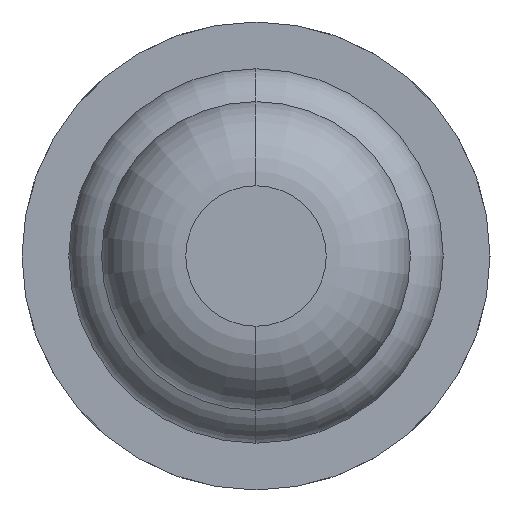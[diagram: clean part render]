
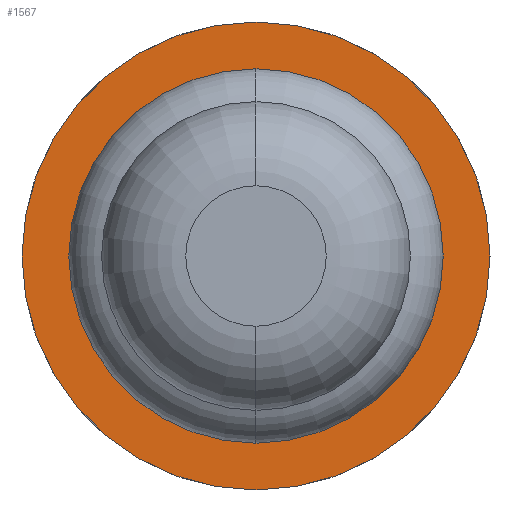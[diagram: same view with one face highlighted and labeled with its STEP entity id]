
A CAD part, front view. The second image highlights one B-rep face of the part: STEP entity #1567.
In plain terms, the highlighted planar face has unit normal (0, -1, 0).
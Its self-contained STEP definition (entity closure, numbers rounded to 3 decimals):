
#37 = AXIS2_PLACEMENT_3D ( 'NONE', #885, #3017, #536 ) ;
#405 = DIRECTION ( 'NONE',  ( 0., -1., 0. ) ) ;
#512 = FACE_OUTER_BOUND ( 'NONE', #936, .T. ) ;
#536 = DIRECTION ( 'NONE',  ( 0., 0., -1. ) ) ;
#807 = DIRECTION ( 'NONE',  ( 0., 0., -1. ) ) ;
#817 = CIRCLE ( 'NONE', #37, 1.25 ) ;
#853 = CARTESIAN_POINT ( 'NONE',  ( 0., 5.3, -1.25 ) ) ;
#862 = CARTESIAN_POINT ( 'NONE',  ( 0.5, 5.3, 0. ) ) ;
#881 = PLANE ( 'NONE',  #2311 ) ;
#885 = CARTESIAN_POINT ( 'NONE',  ( 0., 5.3, 0. ) ) ;
#936 = EDGE_LOOP ( 'NONE', ( #1623, #5043 ) ) ;
#981 = AXIS2_PLACEMENT_3D ( 'NONE', #3694, #405, #807 ) ;
#1064 = CIRCLE ( 'NONE', #5062, 0.5 ) ;
#1245 = VERTEX_POINT ( 'NONE', #4061 ) ;
#1406 = FACE_BOUND ( 'NONE', #3986, .T. ) ;
#1454 = DIRECTION ( 'NONE',  ( 0., -1., 0. ) ) ;
#1567 = ADVANCED_FACE ( 'Defeature ausgef�hrt1_16', ( #512, #1406 ), #881, .T. ) ;
#1623 = ORIENTED_EDGE ( 'NONE', *, *, #3809, .T. ) ;
#1697 = DIRECTION ( 'NONE',  ( 0., -1., 0. ) ) ;
#1748 = CARTESIAN_POINT ( 'NONE',  ( 0., 5.3, 1.25 ) ) ;
#2048 = VERTEX_POINT ( 'NONE', #853 ) ;
#2311 = AXIS2_PLACEMENT_3D ( 'NONE', #862, #1697, #2513 ) ;
#2513 = DIRECTION ( 'NONE',  ( 0., 0., -1. ) ) ;
#2695 = AXIS2_PLACEMENT_3D ( 'NONE', #4397, #3952, #4799 ) ;
#2781 = EDGE_CURVE ( 'Defeature ausgef�hrt1_17+Defeature ausgef�hrt1_16+Defeature ausgef�hrt1_16+Defeature ausgef�hrt1_16', #1245, #3047, #3026, .T. ) ;
#3001 = CARTESIAN_POINT ( 'NONE',  ( 0., 5.3, 0.5 ) ) ;
#3017 = DIRECTION ( 'NONE',  ( 0., -1., 0. ) ) ;
#3026 = CIRCLE ( 'NONE', #2695, 0.5 ) ;
#3047 = VERTEX_POINT ( 'NONE', #3001 ) ;
#3060 = CARTESIAN_POINT ( 'NONE',  ( 0., 5.3, 0. ) ) ;
#3112 = VERTEX_POINT ( 'NONE', #1748 ) ;
#3118 = DIRECTION ( 'NONE',  ( 0., 0., -1. ) ) ;
#3141 = EDGE_CURVE ( 'Defeature ausgef�hrt1_17+Defeature ausgef�hrt1_16+Defeature ausgef�hrt1_16+Defeature ausgef�hrt1_16', #3047, #1245, #1064, .T. ) ;
#3694 = CARTESIAN_POINT ( 'NONE',  ( 0., 5.3, 0. ) ) ;
#3809 = EDGE_CURVE ( 'Defeature ausgef�hrt1_16+Defeature ausgef�hrt1_15+Defeature ausgef�hrt1_15+Defeature ausgef�hrt1_15', #2048, #3112, #817, .T. ) ;
#3863 = CIRCLE ( 'NONE', #981, 1.25 ) ;
#3952 = DIRECTION ( 'NONE',  ( 0., -1., 0. ) ) ;
#3986 = EDGE_LOOP ( 'NONE', ( #4533, #4985 ) ) ;
#4061 = CARTESIAN_POINT ( 'NONE',  ( 0., 5.3, -0.5 ) ) ;
#4397 = CARTESIAN_POINT ( 'NONE',  ( 0., 5.3, 0. ) ) ;
#4451 = EDGE_CURVE ( 'Defeature ausgef�hrt1_16+Defeature ausgef�hrt1_15+Defeature ausgef�hrt1_15+Defeature ausgef�hrt1_15', #3112, #2048, #3863, .T. ) ;
#4533 = ORIENTED_EDGE ( 'NONE', *, *, #2781, .F. ) ;
#4799 = DIRECTION ( 'NONE',  ( 0., 0., -1. ) ) ;
#4985 = ORIENTED_EDGE ( 'NONE', *, *, #3141, .F. ) ;
#5043 = ORIENTED_EDGE ( 'NONE', *, *, #4451, .T. ) ;
#5062 = AXIS2_PLACEMENT_3D ( 'NONE', #3060, #1454, #3118 ) ;
